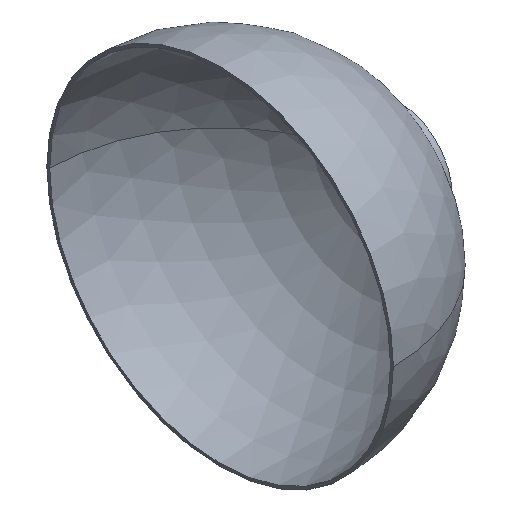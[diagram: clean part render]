
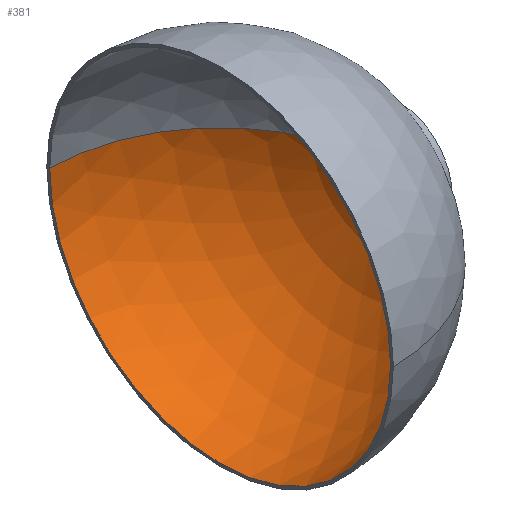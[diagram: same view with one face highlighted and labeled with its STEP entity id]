
A CAD part, isometric view. The second image highlights one B-rep face of the part: STEP entity #381.
In plain terms, the highlighted spherical face has radius 59 mm.
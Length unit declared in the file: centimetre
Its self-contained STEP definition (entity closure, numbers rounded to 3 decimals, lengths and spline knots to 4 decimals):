
#164=CARTESIAN_POINT('',(0.,0.,0.));
#165=DIRECTION('',(0.,0.,-1.));
#166=DIRECTION('',(0.,1.,0.));
#167=AXIS2_PLACEMENT_3D('',#164,#165,#166);
#172=CARTESIAN_POINT('',(0.,0.,0.));
#173=DIRECTION('',(0.,0.,1.));
#174=DIRECTION('',(0.,-1.,0.));
#175=AXIS2_PLACEMENT_3D('',#172,#173,#174);
#180=CARTESIAN_POINT('',(0.,0.,0.));
#181=DIRECTION('',(-1.,0.,0.));
#182=DIRECTION('',(0.,1.,0.));
#183=AXIS2_PLACEMENT_3D('',#180,#181,#182);
#188=CARTESIAN_POINT('',(0.,5.9,0.));
#189=CARTESIAN_POINT('',(5.9,0.,0.));
#190=VERTEX_POINT('',#188);
#191=VERTEX_POINT('',#189);
#192=CARTESIAN_POINT('',(0.,-5.9,0.));
#193=VERTEX_POINT('',#192);
#371=CARTESIAN_POINT('',(0.,0.,0.));
#372=DIRECTION('',(1.,0.,0.));
#373=DIRECTION('',(0.,-1.,0.));
#374=AXIS2_PLACEMENT_3D('',#371,#372,#373);
#375=SPHERICAL_SURFACE('',#374,5.9);
#376=ORIENTED_EDGE('',*,*,#363,.T.);
#377=ORIENTED_EDGE('',*,*,#366,.F.);
#378=ORIENTED_EDGE('',*,*,#353,.F.);
#379=EDGE_LOOP('',(#376,#377,#378));
#380=FACE_OUTER_BOUND('',#379,.F.);
#168=CIRCLE('',#167,5.9);
#176=CIRCLE('',#175,5.9);
#184=CIRCLE('',#183,5.9);
#353=EDGE_CURVE('',#190,#193,#184,.T.);
#363=EDGE_CURVE('',#190,#191,#168,.T.);
#366=EDGE_CURVE('',#193,#191,#176,.T.);
#381=ADVANCED_FACE('',(#380),#375,.F.);
